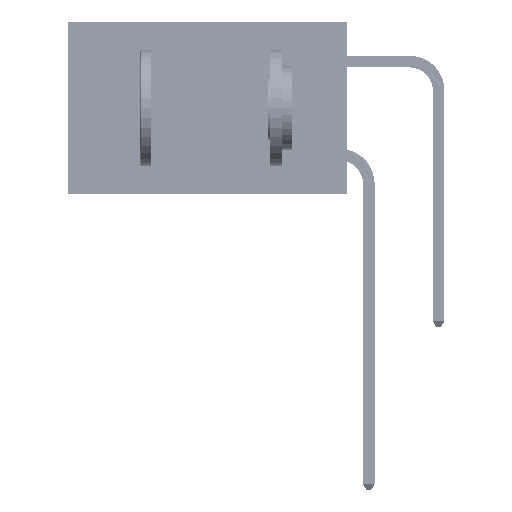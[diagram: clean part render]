
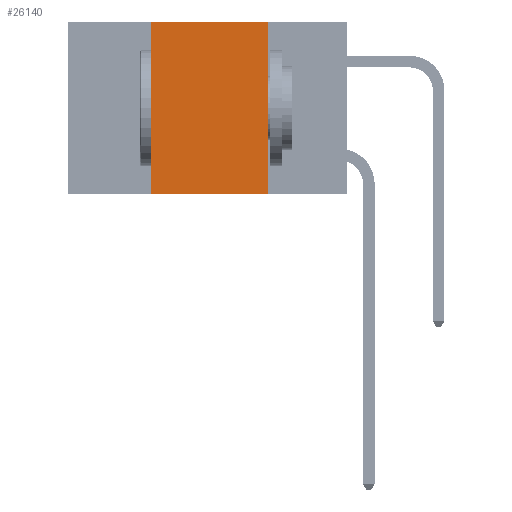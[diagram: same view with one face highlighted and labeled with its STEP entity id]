
A CAD part, left-side view. The second image highlights one B-rep face of the part: STEP entity #26140.
In plain terms, the highlighted planar face has unit normal (-1, 0, 0).
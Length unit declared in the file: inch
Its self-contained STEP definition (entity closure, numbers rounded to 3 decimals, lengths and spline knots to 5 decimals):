
#1600 = LINE ( 'NONE', #3255, #27184 ) ;
#3255 = CARTESIAN_POINT ( 'NONE',  ( 0., 0.42, 0. ) ) ;
#4732 = CARTESIAN_POINT ( 'NONE',  ( 0., 0.42, 0. ) ) ;
#5340 = CARTESIAN_POINT ( 'NONE',  ( 0., 0.6, -0.37 ) ) ;
#6600 = CARTESIAN_POINT ( 'NONE',  ( 0., 0.6, 0. ) ) ;
#6848 = VERTEX_POINT ( 'NONE', #17168 ) ;
#7826 = EDGE_CURVE ( 'NONE', #38238, #46896, #1600, .T. ) ;
#8915 = CARTESIAN_POINT ( 'NONE',  ( 0., 0.17, 0. ) ) ;
#10758 = ORIENTED_EDGE ( 'NONE', *, *, #38814, .T. ) ;
#14543 = CARTESIAN_POINT ( 'NONE',  ( 0., 0.6, 0. ) ) ;
#14566 = LINE ( 'NONE', #5340, #29922 ) ;
#15783 = DIRECTION ( 'NONE',  ( 0., 0., 1. ) ) ;
#16187 = EDGE_CURVE ( 'NONE', #46896, #6848, #43373, .T. ) ;
#17168 = CARTESIAN_POINT ( 'NONE',  ( 0., 0.17, 0. ) ) ;
#18519 = EDGE_LOOP ( 'NONE', ( #20129, #22368, #30172, #10758 ) ) ;
#20129 = ORIENTED_EDGE ( 'NONE', *, *, #31385, .F. ) ;
#20533 = CARTESIAN_POINT ( 'NONE',  ( 0., 0.17, -0.37 ) ) ;
#22368 = ORIENTED_EDGE ( 'NONE', *, *, #16187, .F. ) ;
#22517 = DIRECTION ( 'NONE',  ( 0., -1., 0. ) ) ;
#22618 = DIRECTION ( 'NONE',  ( 1., 0., 0. ) ) ;
#24281 = VERTEX_POINT ( 'NONE', #20533 ) ;
#25266 = AXIS2_PLACEMENT_3D ( 'NONE', #14543, #22618, #34740 ) ;
#26140 = ADVANCED_FACE ( 'NONE', ( #51198 ), #38872, .F. ) ;
#27184 = VECTOR ( 'NONE', #15783, 39.37008 ) ;
#29922 = VECTOR ( 'NONE', #22517, 39.37008 ) ;
#30172 = ORIENTED_EDGE ( 'NONE', *, *, #7826, .F. ) ;
#30214 = CARTESIAN_POINT ( 'NONE',  ( 0., 0.42, -0.37 ) ) ;
#31385 = EDGE_CURVE ( 'NONE', #6848, #24281, #32090, .T. ) ;
#32090 = LINE ( 'NONE', #8915, #38510 ) ;
#34740 = DIRECTION ( 'NONE',  ( 0., 0., -1. ) ) ;
#38238 = VERTEX_POINT ( 'NONE', #30214 ) ;
#38510 = VECTOR ( 'NONE', #41806, 39.37008 ) ;
#38814 = EDGE_CURVE ( 'NONE', #38238, #24281, #14566, .T. ) ;
#38872 = PLANE ( 'NONE',  #25266 ) ;
#39298 = DIRECTION ( 'NONE',  ( 0., -1., 0. ) ) ;
#41806 = DIRECTION ( 'NONE',  ( 0., 0., -1. ) ) ;
#42088 = VECTOR ( 'NONE', #39298, 39.37008 ) ;
#43373 = LINE ( 'NONE', #6600, #42088 ) ;
#46896 = VERTEX_POINT ( 'NONE', #4732 ) ;
#51198 = FACE_OUTER_BOUND ( 'NONE', #18519, .T. ) ;
